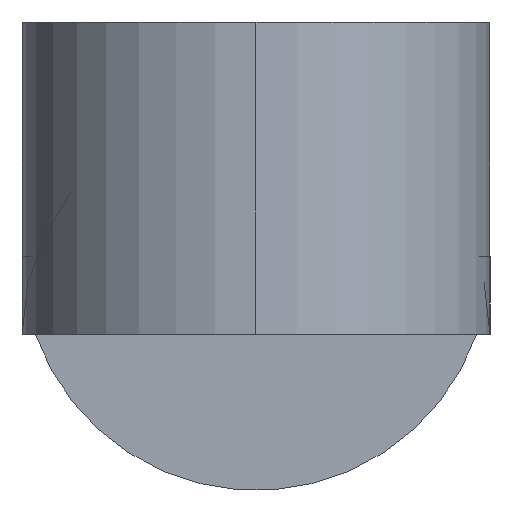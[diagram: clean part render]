
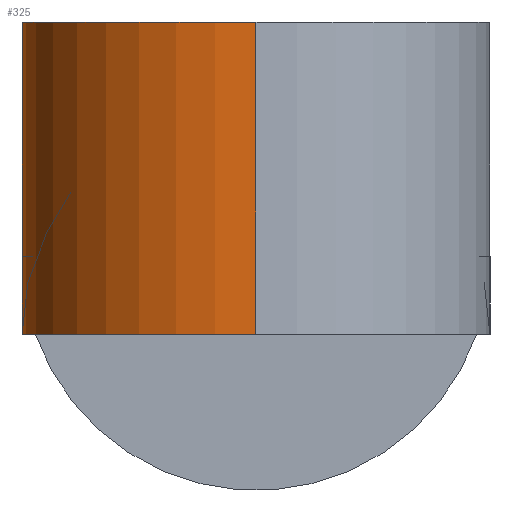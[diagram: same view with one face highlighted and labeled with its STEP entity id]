
A CAD part, left-side view. The second image highlights one B-rep face of the part: STEP entity #325.
In plain terms, the highlighted cylindrical face has radius 3 mm (diameter 6 mm), a partial arc.
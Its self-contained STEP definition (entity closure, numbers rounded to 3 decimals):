
#40 = AXIS2_PLACEMENT_3D ( 'NONE', #644, #694, #640 ) ;
#47 = DIRECTION ( 'NONE',  ( 0., 0., 1. ) ) ;
#53 = EDGE_CURVE ( 'NONE', #111, #254, #77, .T. ) ;
#77 = CIRCLE ( 'NONE', #607, 3. ) ;
#88 = DIRECTION ( 'NONE',  ( 1., 0., 0. ) ) ;
#91 = LINE ( 'NONE', #317, #137 ) ;
#109 = ORIENTED_EDGE ( 'NONE', *, *, #53, .T. ) ;
#110 = CARTESIAN_POINT ( 'NONE',  ( -222., 0., 0. ) ) ;
#111 = VERTEX_POINT ( 'NONE', #385 ) ;
#117 = LINE ( 'NONE', #269, #125 ) ;
#125 = VECTOR ( 'NONE', #284, 1000. ) ;
#137 = VECTOR ( 'NONE', #423, 1000. ) ;
#142 = DIRECTION ( 'NONE',  ( 0., 0., 1. ) ) ;
#148 = AXIS2_PLACEMENT_3D ( 'NONE', #110, #451, #274 ) ;
#156 = CYLINDRICAL_SURFACE ( 'NONE', #575, 3. ) ;
#157 = ORIENTED_EDGE ( 'NONE', *, *, #418, .T. ) ;
#173 = ORIENTED_EDGE ( 'NONE', *, *, #711, .T. ) ;
#179 = CARTESIAN_POINT ( 'NONE',  ( -219., 0., 0. ) ) ;
#203 = ORIENTED_EDGE ( 'NONE', *, *, #772, .F. ) ;
#220 = ORIENTED_EDGE ( 'NONE', *, *, #370, .F. ) ;
#254 = VERTEX_POINT ( 'NONE', #255 ) ;
#255 = CARTESIAN_POINT ( 'NONE',  ( -225., 0., -1. ) ) ;
#269 = CARTESIAN_POINT ( 'NONE',  ( -219., 0., -5. ) ) ;
#274 = DIRECTION ( 'NONE',  ( 1., 0., 0. ) ) ;
#284 = DIRECTION ( 'NONE',  ( 0., 0., 1. ) ) ;
#314 = CIRCLE ( 'NONE', #148, 3. ) ;
#317 = CARTESIAN_POINT ( 'NONE',  ( -222., 3., -1. ) ) ;
#325 = ADVANCED_FACE ( 'NONE', ( #735 ), #156, .T. ) ;
#345 = VERTEX_POINT ( 'NONE', #739 ) ;
#363 = CIRCLE ( 'NONE', #40, 3. ) ;
#370 = EDGE_CURVE ( 'NONE', #573, #345, #117, .T. ) ;
#376 = EDGE_CURVE ( 'NONE', #573, #538, #314, .T. ) ;
#385 = CARTESIAN_POINT ( 'NONE',  ( -222., 3., -1. ) ) ;
#404 = VECTOR ( 'NONE', #142, 1000. ) ;
#418 = EDGE_CURVE ( 'NONE', #748, #345, #363, .T. ) ;
#423 = DIRECTION ( 'NONE',  ( 0., 0., 1. ) ) ;
#427 = LINE ( 'NONE', #670, #404 ) ;
#432 = DIRECTION ( 'NONE',  ( 1., 0., 0. ) ) ;
#451 = DIRECTION ( 'NONE',  ( 0., 0., 1. ) ) ;
#476 = CARTESIAN_POINT ( 'NONE',  ( -222., 3., 0. ) ) ;
#513 = CARTESIAN_POINT ( 'NONE',  ( -222., 0., -5. ) ) ;
#538 = VERTEX_POINT ( 'NONE', #476 ) ;
#573 = VERTEX_POINT ( 'NONE', #179 ) ;
#575 = AXIS2_PLACEMENT_3D ( 'NONE', #513, #47, #88 ) ;
#595 = DIRECTION ( 'NONE',  ( 0., 0., 1. ) ) ;
#607 = AXIS2_PLACEMENT_3D ( 'NONE', #648, #595, #432 ) ;
#616 = ORIENTED_EDGE ( 'NONE', *, *, #376, .T. ) ;
#640 = DIRECTION ( 'NONE',  ( -1., 0., 0. ) ) ;
#644 = CARTESIAN_POINT ( 'NONE',  ( -222., 0., 3. ) ) ;
#648 = CARTESIAN_POINT ( 'NONE',  ( -222., 0., -1. ) ) ;
#670 = CARTESIAN_POINT ( 'NONE',  ( -225., 0., -5. ) ) ;
#671 = CARTESIAN_POINT ( 'NONE',  ( -225., 0., 3. ) ) ;
#692 = EDGE_LOOP ( 'NONE', ( #109, #173, #157, #220, #616, #203 ) ) ;
#694 = DIRECTION ( 'NONE',  ( 0., 0., -1. ) ) ;
#711 = EDGE_CURVE ( 'NONE', #254, #748, #427, .T. ) ;
#735 = FACE_OUTER_BOUND ( 'NONE', #692, .T. ) ;
#739 = CARTESIAN_POINT ( 'NONE',  ( -219., 0., 3. ) ) ;
#748 = VERTEX_POINT ( 'NONE', #671 ) ;
#772 = EDGE_CURVE ( 'NONE', #111, #538, #91, .T. ) ;
